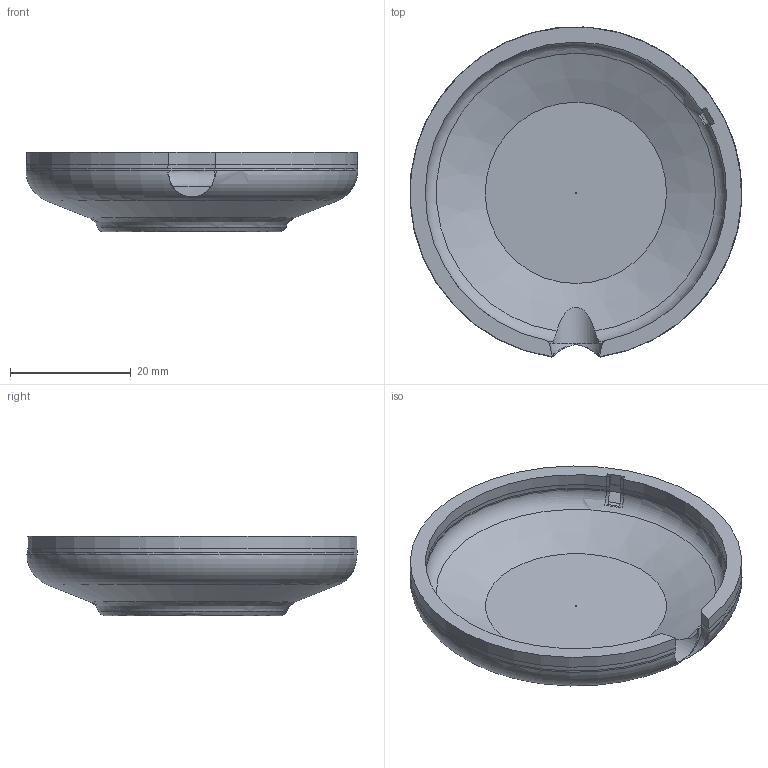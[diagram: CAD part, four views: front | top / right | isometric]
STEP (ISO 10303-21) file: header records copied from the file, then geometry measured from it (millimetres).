
FILE_DESCRIPTION(/* description */ (''),/* implementation_level */ '2;1');
FILE_NAME(/* name */ 'GSP Casing v12.step',/* time_stamp */ '2023-04-14T12:30:50-04:00',/* author */ (''),/* organization */ (''),/* preprocessor_version */ 'ST-DEVELOPER v19.2',/* originating_system */ 'Autodesk Translation Framework v12.4.0.73',/* authorisation */ '');
FILE_SCHEMA (('AUTOMOTIVE_DESIGN { 1 0 10303 214 3 1 1 }'));
Length unit declared in the file: millimetre
Products named in the file (2): GSP Casing; Bolt Holder v4
Assembly tree (1 placements, depth 2):
  GSP Casing
    Bolt Holder v4
Bounding box: 55.03 x 54.74 x 13.2 mm (x, y, z)
Volume: 8688.2 mm3; surface area: 6902.2 mm2
Topology: 1 solids, 1 shells, 92 faces, 239 edges, 153 vertices
Faces by surface type: plane 54, bspline 18, cylinder 11, torus 6, cone 3
Full cylindrical faces by diameter (mm): 0.068 x1
Entity records: 3553 total; most frequent: CARTESIAN_POINT 1376, ORIENTED_EDGE 478, DIRECTION 389, EDGE_CURVE 239, VERTEX_POINT 153, LINE 141, VECTOR 141, AXIS2_PLACEMENT_3D 124
